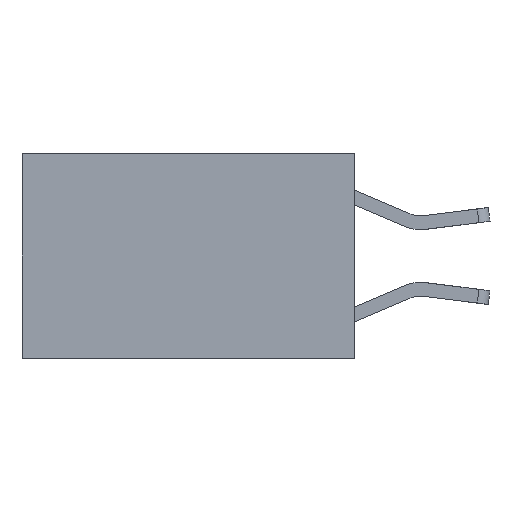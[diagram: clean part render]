
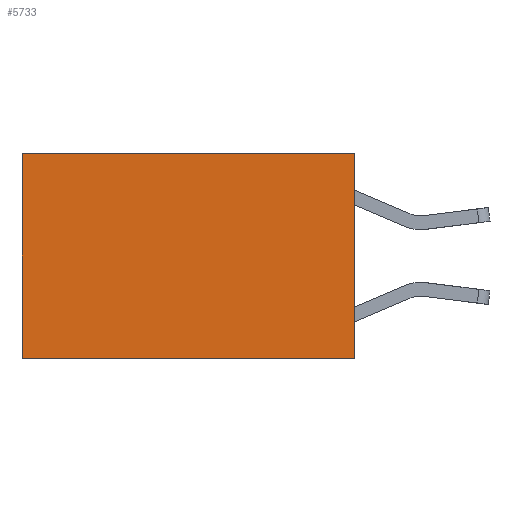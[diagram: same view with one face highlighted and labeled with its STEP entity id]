
A CAD part, left-side view. The second image highlights one B-rep face of the part: STEP entity #5733.
In plain terms, the highlighted planar face has unit normal (-1, 0, 0).
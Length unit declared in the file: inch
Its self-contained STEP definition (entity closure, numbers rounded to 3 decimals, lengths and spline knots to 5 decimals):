
#321 = VERTEX_POINT ( 'NONE', #6132 ) ;
#427 = ORIENTED_EDGE ( 'NONE', *, *, #2130, .T. ) ;
#504 = VECTOR ( 'NONE', #611, 39.37008 ) ;
#611 = DIRECTION ( 'NONE',  ( 0., 1., 0. ) ) ;
#1038 = VECTOR ( 'NONE', #4943, 39.37008 ) ;
#1626 = CARTESIAN_POINT ( 'NONE',  ( 0.2625, 0.6, 0. ) ) ;
#1780 = CARTESIAN_POINT ( 'NONE',  ( 0.2625, 0., 0. ) ) ;
#2130 = EDGE_CURVE ( 'NONE', #321, #5363, #3373, .T. ) ;
#2401 = EDGE_LOOP ( 'NONE', ( #4300, #5098, #2799, #427 ) ) ;
#2514 = VERTEX_POINT ( 'NONE', #8183 ) ;
#2715 = PLANE ( 'NONE',  #7909 ) ;
#2799 = ORIENTED_EDGE ( 'NONE', *, *, #3152, .F. ) ;
#2861 = VECTOR ( 'NONE', #7933, 39.37008 ) ;
#3150 = CARTESIAN_POINT ( 'NONE',  ( 0.2625, 0., 0. ) ) ;
#3152 = EDGE_CURVE ( 'NONE', #321, #2514, #4664, .T. ) ;
#3373 = LINE ( 'NONE', #1780, #504 ) ;
#3421 = DIRECTION ( 'NONE',  ( 0., 1., 0. ) ) ;
#3499 = EDGE_CURVE ( 'NONE', #2514, #5271, #7519, .T. ) ;
#3623 = CARTESIAN_POINT ( 'NONE',  ( 0.2625, 0.6, 0. ) ) ;
#4019 = CARTESIAN_POINT ( 'NONE',  ( 0.2625, 0., -0.37 ) ) ;
#4300 = ORIENTED_EDGE ( 'NONE', *, *, #8751, .T. ) ;
#4664 = LINE ( 'NONE', #3150, #2861 ) ;
#4943 = DIRECTION ( 'NONE',  ( 0., 0., -1. ) ) ;
#5098 = ORIENTED_EDGE ( 'NONE', *, *, #3499, .F. ) ;
#5271 = VERTEX_POINT ( 'NONE', #6944 ) ;
#5363 = VERTEX_POINT ( 'NONE', #1626 ) ;
#5495 = VECTOR ( 'NONE', #3421, 39.37008 ) ;
#5685 = CARTESIAN_POINT ( 'NONE',  ( 0.2625, 0., 0. ) ) ;
#5733 = ADVANCED_FACE ( 'NONE', ( #5858 ), #2715, .F. ) ;
#5798 = DIRECTION ( 'NONE',  ( 0., 0., -1. ) ) ;
#5858 = FACE_OUTER_BOUND ( 'NONE', #2401, .T. ) ;
#6132 = CARTESIAN_POINT ( 'NONE',  ( 0.2625, 0., 0. ) ) ;
#6944 = CARTESIAN_POINT ( 'NONE',  ( 0.2625, 0.6, -0.37 ) ) ;
#7519 = LINE ( 'NONE', #4019, #5495 ) ;
#7721 = DIRECTION ( 'NONE',  ( 1., 0., 0. ) ) ;
#7909 = AXIS2_PLACEMENT_3D ( 'NONE', #5685, #7721, #5798 ) ;
#7933 = DIRECTION ( 'NONE',  ( 0., 0., -1. ) ) ;
#8183 = CARTESIAN_POINT ( 'NONE',  ( 0.2625, 0., -0.37 ) ) ;
#8257 = LINE ( 'NONE', #3623, #1038 ) ;
#8751 = EDGE_CURVE ( 'NONE', #5363, #5271, #8257, .T. ) ;
